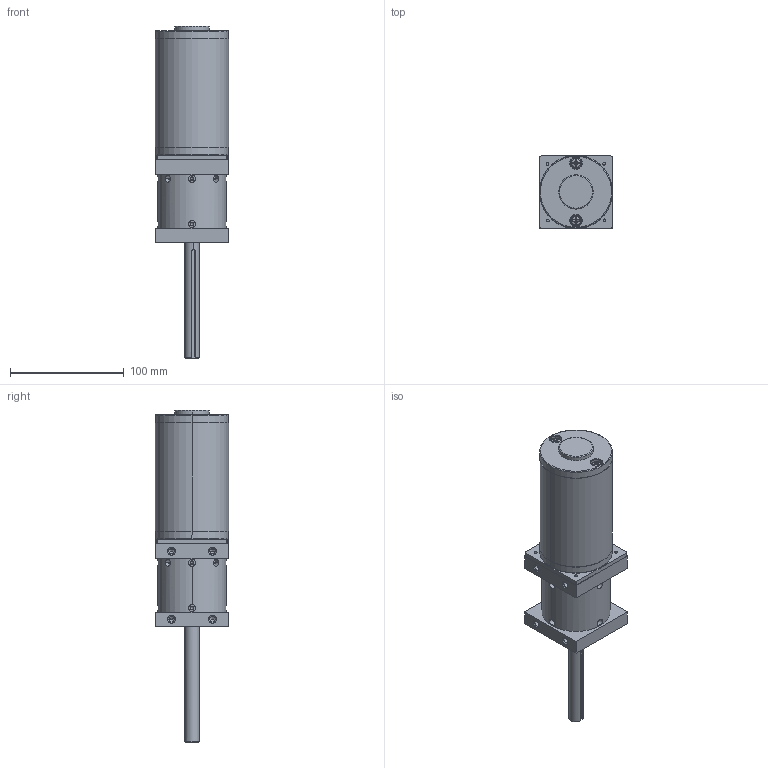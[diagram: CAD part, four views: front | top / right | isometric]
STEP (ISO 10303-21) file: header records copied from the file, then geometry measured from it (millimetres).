
FILE_DESCRIPTION((''),'2;1');
FILE_NAME('BB2.stp','2007-01-12T20:04:08',('uidk0133'),(''),'Autodesk Inventor (R) 6.0','Autodesk Inventor (R) 6.0','');
FILE_SCHEMA(('AUTOMOTIVE_DESIGN { 1 0 10303 214 1 1 1 1 }'));
Length unit declared in the file: millimetre
Products named in the file (10): BB2; BB2-InterfacePlate; BB2-BackPlate; BB2-RingGear; BB2-FrontPlate; br-8; BB2-OutputShaft; CIM Motor; CIM motor; 10-24 UNC x 4_ Phillips Pan Head
Assembly tree (11 placements, depth 3):
  BB2
    BB2-InterfacePlate
    BB2-BackPlate
    BB2-RingGear
    BB2-FrontPlate
    br-8  x2
    BB2-OutputShaft
    CIM Motor
      CIM motor
      10-24 UNC x 4_ Phillips Pan Head  x2
Bounding box: 64.41 x 64.41 x 291.92 mm (x, y, z)
Volume: 533921.3 mm3; surface area: 104466.8 mm2
Topology: 10 solids, 10 shells, 472 faces, 1180 edges, 726 vertices
Faces by surface type: bspline 136, cylinder 128, plane 123, cone 73, torus 12
Entity records: 15708 total; most frequent: CARTESIAN_POINT 5882, ORIENTED_EDGE 2058, DIRECTION 1911, EDGE_CURVE 1029, AXIS2_PLACEMENT_3D 749, VERTEX_POINT 656, EDGE_LOOP 517, CIRCLE 448
